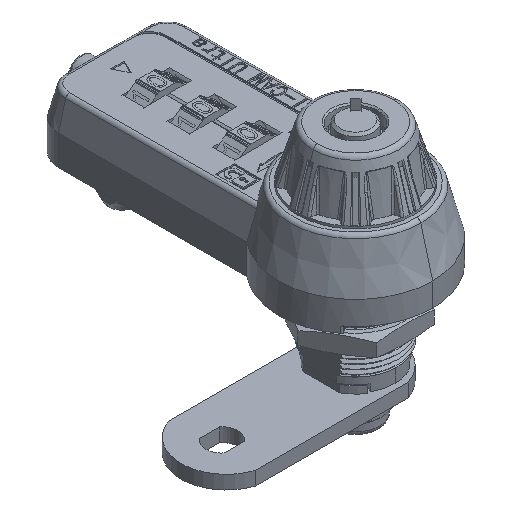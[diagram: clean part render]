
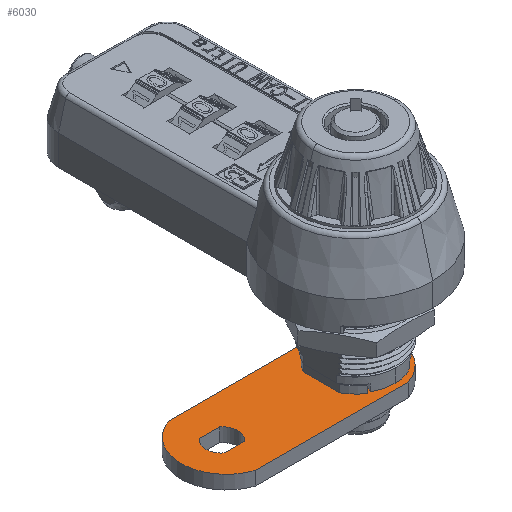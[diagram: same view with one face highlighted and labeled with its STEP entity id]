
A CAD part, isometric view. The second image highlights one B-rep face of the part: STEP entity #6030.
In plain terms, the highlighted planar face has unit normal (0, 0, 1).
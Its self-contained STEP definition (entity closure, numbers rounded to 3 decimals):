
#327 = CARTESIAN_POINT ( 'NONE',  ( 2.75, -2.245, -25.6 ) ) ;
#1157 = VERTEX_POINT ( 'NONE', #16768 ) ;
#1186 = VERTEX_POINT ( 'NONE', #27672 ) ;
#1238 = DIRECTION ( 'NONE',  ( 0., -1., 0. ) ) ;
#2206 = PLANE ( 'NONE',  #36692 ) ;
#2294 = VERTEX_POINT ( 'NONE', #37581 ) ;
#3027 = ORIENTED_EDGE ( 'NONE', *, *, #24964, .F. ) ;
#3355 = LINE ( 'NONE', #44907, #31038 ) ;
#3642 = CIRCLE ( 'NONE', #13410, 3.55 ) ;
#4327 = DIRECTION ( 'NONE',  ( 0., 0., 1. ) ) ;
#4458 = EDGE_CURVE ( 'NONE', #46202, #43035, #7423, .T. ) ;
#4520 = EDGE_LOOP ( 'NONE', ( #3027, #13828, #29430, #29105 ) ) ;
#4588 = EDGE_CURVE ( 'NONE', #8600, #1157, #31729, .T. ) ;
#4603 = VERTEX_POINT ( 'NONE', #5199 ) ;
#5199 = CARTESIAN_POINT ( 'NONE',  ( -31.622, -9.5, -25.6 ) ) ;
#5252 = AXIS2_PLACEMENT_3D ( 'NONE', #14249, #39524, #17857 ) ;
#6030 = ADVANCED_FACE ( 'NONE', ( #38460, #19225, #9627 ), #2206, .T. ) ;
#6459 = VECTOR ( 'NONE', #35860, 1000. ) ;
#6462 = ORIENTED_EDGE ( 'NONE', *, *, #16662, .T. ) ;
#6966 = CARTESIAN_POINT ( 'NONE',  ( 0., 0., -25.6 ) ) ;
#7423 = LINE ( 'NONE', #327, #44705 ) ;
#7704 = CARTESIAN_POINT ( 'NONE',  ( -1., 0., -25.6 ) ) ;
#8218 = CARTESIAN_POINT ( 'NONE',  ( -28.5, 0., -25.6 ) ) ;
#8600 = VERTEX_POINT ( 'NONE', #9911 ) ;
#8936 = ORIENTED_EDGE ( 'NONE', *, *, #36951, .T. ) ;
#8949 = AXIS2_PLACEMENT_3D ( 'NONE', #25961, #4327, #29628 ) ;
#9366 = EDGE_LOOP ( 'NONE', ( #29668, #8936, #44598, #6462 ) ) ;
#9627 = FACE_BOUND ( 'NONE', #15046, .T. ) ;
#9911 = CARTESIAN_POINT ( 'NONE',  ( -2.75, 2.245, -25.6 ) ) ;
#10452 = CARTESIAN_POINT ( 'NONE',  ( 2.75, 2.245, -25.6 ) ) ;
#10555 = AXIS2_PLACEMENT_3D ( 'NONE', #8218, #33499, #11841 ) ;
#10615 = DIRECTION ( 'NONE',  ( 0., 1., 0. ) ) ;
#10804 = CARTESIAN_POINT ( 'NONE',  ( -29.5, 0., -25.6 ) ) ;
#11266 = DIRECTION ( 'NONE',  ( 0., 1., 0. ) ) ;
#11336 = DIRECTION ( 'NONE',  ( 0., 1., 0. ) ) ;
#11841 = DIRECTION ( 'NONE',  ( 0., 1., 0. ) ) ;
#12165 = CARTESIAN_POINT ( 'NONE',  ( -2.75, 2.245, -25.6 ) ) ;
#12955 = EDGE_CURVE ( 'NONE', #2294, #4603, #36262, .T. ) ;
#13410 = AXIS2_PLACEMENT_3D ( 'NONE', #6966, #32273, #10615 ) ;
#13828 = ORIENTED_EDGE ( 'NONE', *, *, #46910, .F. ) ;
#14249 = CARTESIAN_POINT ( 'NONE',  ( 0., 0., -25.6 ) ) ;
#14408 = CARTESIAN_POINT ( 'NONE',  ( -31.622, -9.5, -25.6 ) ) ;
#14439 = DIRECTION ( 'NONE',  ( 0., 1., 0. ) ) ;
#15046 = EDGE_LOOP ( 'NONE', ( #28231, #22090, #18005, #37041 ) ) ;
#16662 = EDGE_CURVE ( 'NONE', #41712, #2294, #44888, .T. ) ;
#16768 = CARTESIAN_POINT ( 'NONE',  ( -2.75, -2.245, -25.6 ) ) ;
#17857 = DIRECTION ( 'NONE',  ( 0., 1., 0. ) ) ;
#18005 = ORIENTED_EDGE ( 'NONE', *, *, #4458, .F. ) ;
#18160 = VECTOR ( 'NONE', #21670, 1000. ) ;
#18405 = VECTOR ( 'NONE', #21215, 1000. ) ;
#19225 = FACE_BOUND ( 'NONE', #4520, .T. ) ;
#20182 = VERTEX_POINT ( 'NONE', #25806 ) ;
#20380 = DIRECTION ( 'NONE',  ( 0., 0., 1. ) ) ;
#20638 = EDGE_CURVE ( 'NONE', #1157, #46202, #22029, .T. ) ;
#21215 = DIRECTION ( 'NONE',  ( -1., 0., 0. ) ) ;
#21291 = AXIS2_PLACEMENT_3D ( 'NONE', #7704, #32994, #11336 ) ;
#21670 = DIRECTION ( 'NONE',  ( 1., 0., 0. ) ) ;
#22029 = CIRCLE ( 'NONE', #5252, 3.55 ) ;
#22090 = ORIENTED_EDGE ( 'NONE', *, *, #27993, .F. ) ;
#22120 = VECTOR ( 'NONE', #1238, 1000. ) ;
#22470 = CIRCLE ( 'NONE', #21291, 10. ) ;
#23421 = DIRECTION ( 'NONE',  ( 1., 0., 0. ) ) ;
#24964 = EDGE_CURVE ( 'NONE', #29820, #20182, #3355, .T. ) ;
#25806 = CARTESIAN_POINT ( 'NONE',  ( -27.255, -2.75, -25.6 ) ) ;
#25853 = EDGE_CURVE ( 'NONE', #41880, #26475, #28030, .T. ) ;
#25961 = CARTESIAN_POINT ( 'NONE',  ( -29.5, 0., -25.6 ) ) ;
#26475 = VERTEX_POINT ( 'NONE', #30444 ) ;
#27672 = CARTESIAN_POINT ( 'NONE',  ( 2.122, -9.5, -25.6 ) ) ;
#27784 = LINE ( 'NONE', #14408, #18160 ) ;
#27993 = EDGE_CURVE ( 'NONE', #43035, #8600, #3642, .T. ) ;
#28030 = LINE ( 'NONE', #35571, #18405 ) ;
#28231 = ORIENTED_EDGE ( 'NONE', *, *, #4588, .F. ) ;
#29105 = ORIENTED_EDGE ( 'NONE', *, *, #46776, .F. ) ;
#29430 = ORIENTED_EDGE ( 'NONE', *, *, #25853, .F. ) ;
#29628 = DIRECTION ( 'NONE',  ( 0., 1., 0. ) ) ;
#29668 = ORIENTED_EDGE ( 'NONE', *, *, #12955, .T. ) ;
#29820 = VERTEX_POINT ( 'NONE', #39554 ) ;
#30444 = CARTESIAN_POINT ( 'NONE',  ( -31.745, 2.75, -25.6 ) ) ;
#31038 = VECTOR ( 'NONE', #23421, 1000. ) ;
#31729 = LINE ( 'NONE', #12165, #22120 ) ;
#32273 = DIRECTION ( 'NONE',  ( 0., 0., 1. ) ) ;
#32506 = CIRCLE ( 'NONE', #38944, 3.55 ) ;
#32994 = DIRECTION ( 'NONE',  ( 0., 0., 1. ) ) ;
#33499 = DIRECTION ( 'NONE',  ( 0., 0., 1. ) ) ;
#35571 = CARTESIAN_POINT ( 'NONE',  ( -27.255, 2.75, -25.6 ) ) ;
#35860 = DIRECTION ( 'NONE',  ( -1., 0., 0. ) ) ;
#36085 = DIRECTION ( 'NONE',  ( 0., 0., 1. ) ) ;
#36262 = CIRCLE ( 'NONE', #10555, 10. ) ;
#36692 = AXIS2_PLACEMENT_3D ( 'NONE', #42048, #20380, #45674 ) ;
#36951 = EDGE_CURVE ( 'NONE', #4603, #1186, #27784, .T. ) ;
#37041 = ORIENTED_EDGE ( 'NONE', *, *, #20638, .F. ) ;
#37581 = CARTESIAN_POINT ( 'NONE',  ( -31.622, 9.5, -25.6 ) ) ;
#38406 = CARTESIAN_POINT ( 'NONE',  ( 2.122, 9.5, -25.6 ) ) ;
#38460 = FACE_OUTER_BOUND ( 'NONE', #9366, .T. ) ;
#38686 = CIRCLE ( 'NONE', #8949, 3.55 ) ;
#38857 = CARTESIAN_POINT ( 'NONE',  ( -31.622, 9.5, -25.6 ) ) ;
#38944 = AXIS2_PLACEMENT_3D ( 'NONE', #10804, #36085, #14439 ) ;
#39524 = DIRECTION ( 'NONE',  ( 0., 0., 1. ) ) ;
#39554 = CARTESIAN_POINT ( 'NONE',  ( -31.745, -2.75, -25.6 ) ) ;
#41712 = VERTEX_POINT ( 'NONE', #38406 ) ;
#41880 = VERTEX_POINT ( 'NONE', #43169 ) ;
#42048 = CARTESIAN_POINT ( 'NONE',  ( -28.5, 0., -25.6 ) ) ;
#43035 = VERTEX_POINT ( 'NONE', #10452 ) ;
#43169 = CARTESIAN_POINT ( 'NONE',  ( -27.255, 2.75, -25.6 ) ) ;
#43668 = EDGE_CURVE ( 'NONE', #1186, #41712, #22470, .T. ) ;
#44598 = ORIENTED_EDGE ( 'NONE', *, *, #43668, .T. ) ;
#44705 = VECTOR ( 'NONE', #11266, 1000. ) ;
#44888 = LINE ( 'NONE', #38857, #6459 ) ;
#44907 = CARTESIAN_POINT ( 'NONE',  ( -31.745, -2.75, -25.6 ) ) ;
#45260 = CARTESIAN_POINT ( 'NONE',  ( 2.75, -2.245, -25.6 ) ) ;
#45674 = DIRECTION ( 'NONE',  ( 0., 1., 0. ) ) ;
#46202 = VERTEX_POINT ( 'NONE', #45260 ) ;
#46776 = EDGE_CURVE ( 'NONE', #20182, #41880, #32506, .T. ) ;
#46910 = EDGE_CURVE ( 'NONE', #26475, #29820, #38686, .T. ) ;
